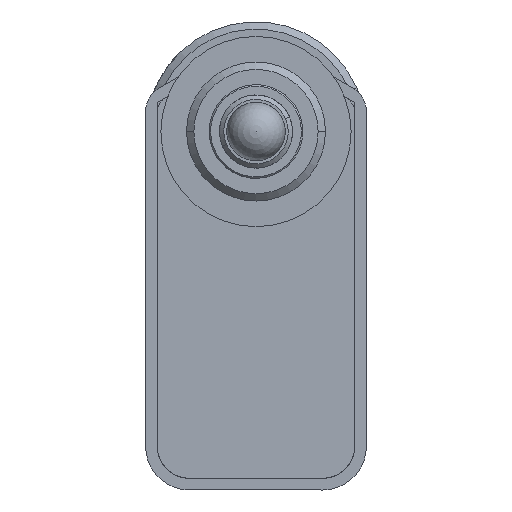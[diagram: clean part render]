
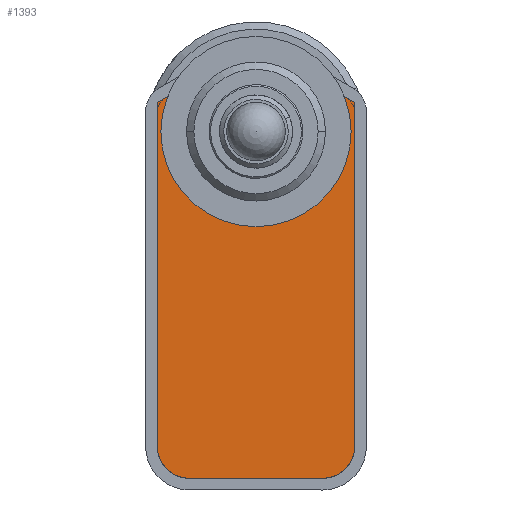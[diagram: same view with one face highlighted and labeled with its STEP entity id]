
A CAD part, front view. The second image highlights one B-rep face of the part: STEP entity #1393.
In plain terms, the highlighted planar face has unit normal (0, -1, 0).
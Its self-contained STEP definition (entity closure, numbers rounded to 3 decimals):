
#9 = CARTESIAN_POINT ( 'NONE',  ( -118.199, -35.926, -62.501 ) ) ;
#15 = CARTESIAN_POINT ( 'NONE',  ( -90.263, -35.926, -55.803 ) ) ;
#132 = EDGE_CURVE ( 'NONE', #8333, #3121, #669, .T. ) ;
#564 = VECTOR ( 'NONE', #3250, 1000. ) ;
#604 = CARTESIAN_POINT ( 'NONE',  ( -119.642, -35.926, -50.321 ) ) ;
#656 = VERTEX_POINT ( 'NONE', #3387 ) ;
#669 = LINE ( 'NONE', #7994, #564 ) ;
#687 = CARTESIAN_POINT ( 'NONE',  ( -119.797, -35.926, -50.703 ) ) ;
#718 = CARTESIAN_POINT ( 'NONE',  ( -117.995, -35.926, -49.072 ) ) ;
#778 = VECTOR ( 'NONE', #1014, 1000. ) ;
#946 = VERTEX_POINT ( 'NONE', #3761 ) ;
#1014 = DIRECTION ( 'NONE',  ( 0., 0., -1. ) ) ;
#1041 = CARTESIAN_POINT ( 'NONE',  ( -119.848, -35.926, -60.353 ) ) ;
#1044 = EDGE_CURVE ( 'NONE', #656, #8333, #1571, .T. ) ;
#1089 = CARTESIAN_POINT ( 'NONE',  ( -117.648, -35.926, -49.053 ) ) ;
#1159 = CARTESIAN_POINT ( 'NONE',  ( -118.493, -35.926, -62.384 ) ) ;
#1282 = CARTESIAN_POINT ( 'NONE',  ( -119.848, -35.926, -50.973 ) ) ;
#1304 = CARTESIAN_POINT ( 'NONE',  ( -117.648, -35.926, -49.053 ) ) ;
#1327 = CARTESIAN_POINT ( 'NONE',  ( -119.582, -35.926, -61.445 ) ) ;
#1360 = CARTESIAN_POINT ( 'NONE',  ( -117.648, -35.926, -62.553 ) ) ;
#1393 = ADVANCED_FACE ( 'NONE', ( #6876 ), #4810, .T. ) ;
#1571 = LINE ( 'NONE', #5266, #4902 ) ;
#1632 = CARTESIAN_POINT ( 'NONE',  ( -119.848, -35.926, -51.253 ) ) ;
#1653 = CARTESIAN_POINT ( 'NONE',  ( -119.848, -35.926, -51.253 ) ) ;
#1694 = CARTESIAN_POINT ( 'NONE',  ( -94.16, -35.926, -49.053 ) ) ;
#1757 = VERTEX_POINT ( 'NONE', #1041 ) ;
#1786 = CARTESIAN_POINT ( 'NONE',  ( -119.773, -35.926, -60.933 ) ) ;
#1907 = DIRECTION ( 'NONE',  ( -0.5, 0., 0.866 ) ) ;
#1933 = CARTESIAN_POINT ( 'NONE',  ( -118.74, -35.926, -49.319 ) ) ;
#1954 = CARTESIAN_POINT ( 'NONE',  ( -119.719, -35.926, -61.098 ) ) ;
#1992 = CARTESIAN_POINT ( 'NONE',  ( -119.687, -35.926, -50.427 ) ) ;
#2067 = B_SPLINE_CURVE_WITH_KNOTS ( 'NONE', 3,
 ( #1304, #5271, #718, #6578, #2564, #3970, #3274, #7366, #1933, #3341, #8020, #4603, #4649, #604, #7315, #6611, #1992, #687, #1282, #2595 ),
 .UNSPECIFIED., .F., .F.,
 ( 4, 1, 1, 1, 2, 2, 2, 1, 1, 1, 2, 2, 4 ),
 ( 0., 0.125, 0.188, 0.219, 0.234, 0.25, 0.5, 0.625, 0.688, 0.719, 0.734, 0.75, 1. ),
 .UNSPECIFIED. ) ;
#2138 = DIRECTION ( 'NONE',  ( 0., -1., 0. ) ) ;
#2152 = VERTEX_POINT ( 'NONE', #1694 ) ;
#2154 = VECTOR ( 'NONE', #2545, 1000. ) ;
#2470 = CARTESIAN_POINT ( 'NONE',  ( -119.848, -35.926, -60.353 ) ) ;
#2534 = LINE ( 'NONE', #1653, #778 ) ;
#2545 = DIRECTION ( 'NONE',  ( -1., 0., 0. ) ) ;
#2552 = ORIENTED_EDGE ( 'NONE', *, *, #7673, .T. ) ;
#2564 = CARTESIAN_POINT ( 'NONE',  ( -118.344, -35.926, -49.165 ) ) ;
#2595 = CARTESIAN_POINT ( 'NONE',  ( -119.848, -35.926, -51.253 ) ) ;
#2625 = ORIENTED_EDGE ( 'NONE', *, *, #6091, .T. ) ;
#2667 = CARTESIAN_POINT ( 'NONE',  ( -118.923, -35.926, -62.158 ) ) ;
#3121 = VERTEX_POINT ( 'NONE', #8599 ) ;
#3250 = DIRECTION ( 'NONE',  ( 0.5, 0., 0.866 ) ) ;
#3274 = CARTESIAN_POINT ( 'NONE',  ( -118.426, -35.926, -49.195 ) ) ;
#3341 = CARTESIAN_POINT ( 'NONE',  ( -118.989, -35.926, -49.483 ) ) ;
#3387 = CARTESIAN_POINT ( 'NONE',  ( -117.648, -35.926, -62.553 ) ) ;
#3618 = ORIENTED_EDGE ( 'NONE', *, *, #8456, .T. ) ;
#3689 = CARTESIAN_POINT ( 'NONE',  ( -94.16, -35.926, -62.553 ) ) ;
#3761 = CARTESIAN_POINT ( 'NONE',  ( -117.648, -35.926, -49.053 ) ) ;
#3842 = DIRECTION ( 'NONE',  ( 1., 0., 0. ) ) ;
#3970 = CARTESIAN_POINT ( 'NONE',  ( -118.393, -35.926, -49.183 ) ) ;
#4023 = CARTESIAN_POINT ( 'NONE',  ( -119.736, -35.926, -61.048 ) ) ;
#4045 = CARTESIAN_POINT ( 'NONE',  ( -118.528, -35.926, -62.369 ) ) ;
#4049 = VERTEX_POINT ( 'NONE', #1632 ) ;
#4094 = ORIENTED_EDGE ( 'NONE', *, *, #1044, .T. ) ;
#4171 = LINE ( 'NONE', #1089, #2154 ) ;
#4483 = CARTESIAN_POINT ( 'NONE',  ( -119.418, -35.926, -61.694 ) ) ;
#4548 = EDGE_CURVE ( 'NONE', #4049, #1757, #2534, .T. ) ;
#4603 = CARTESIAN_POINT ( 'NONE',  ( -119.453, -35.926, -49.978 ) ) ;
#4649 = CARTESIAN_POINT ( 'NONE',  ( -119.585, -35.926, -50.203 ) ) ;
#4810 = PLANE ( 'NONE',  #8159 ) ;
#4837 = DIRECTION ( 'NONE',  ( 1., 0., 0. ) ) ;
#4902 = VECTOR ( 'NONE', #3842, 1000. ) ;
#4972 = EDGE_LOOP ( 'NONE', ( #6752, #2625, #4094, #6090, #7119, #3618, #2552 ) ) ;
#5146 = CARTESIAN_POINT ( 'NONE',  ( -118.58, -35.926, -62.347 ) ) ;
#5266 = CARTESIAN_POINT ( 'NONE',  ( -117.648, -35.926, -62.553 ) ) ;
#5271 = CARTESIAN_POINT ( 'NONE',  ( -117.788, -35.926, -49.053 ) ) ;
#5354 = CARTESIAN_POINT ( 'NONE',  ( -119.848, -35.926, -60.493 ) ) ;
#5734 = VECTOR ( 'NONE', #1907, 1000. ) ;
#5769 = CARTESIAN_POINT ( 'NONE',  ( -119.829, -35.926, -60.699 ) ) ;
#5797 = CARTESIAN_POINT ( 'NONE',  ( -118.474, -35.926, -62.392 ) ) ;
#5979 = CARTESIAN_POINT ( 'NONE',  ( -119.097, -35.926, -62.016 ) ) ;
#6090 = ORIENTED_EDGE ( 'NONE', *, *, #132, .T. ) ;
#6091 = EDGE_CURVE ( 'NONE', #1757, #656, #8033, .T. ) ;
#6142 = CARTESIAN_POINT ( 'NONE',  ( -117.648, -35.926, -51.253 ) ) ;
#6450 = CARTESIAN_POINT ( 'NONE',  ( -118.698, -35.926, -62.289 ) ) ;
#6578 = CARTESIAN_POINT ( 'NONE',  ( -118.229, -35.926, -49.129 ) ) ;
#6611 = CARTESIAN_POINT ( 'NONE',  ( -119.68, -35.926, -50.408 ) ) ;
#6625 = CARTESIAN_POINT ( 'NONE',  ( -117.929, -35.926, -62.553 ) ) ;
#6694 = CARTESIAN_POINT ( 'NONE',  ( -119.701, -35.926, -61.145 ) ) ;
#6752 = ORIENTED_EDGE ( 'NONE', *, *, #4548, .T. ) ;
#6876 = FACE_OUTER_BOUND ( 'NONE', #4972, .T. ) ;
#7119 = ORIENTED_EDGE ( 'NONE', *, *, #7663, .T. ) ;
#7315 = CARTESIAN_POINT ( 'NONE',  ( -119.665, -35.926, -50.373 ) ) ;
#7366 = CARTESIAN_POINT ( 'NONE',  ( -118.441, -35.926, -49.2 ) ) ;
#7663 = EDGE_CURVE ( 'NONE', #3121, #2152, #7735, .T. ) ;
#7673 = EDGE_CURVE ( 'NONE', #946, #4049, #2067, .T. ) ;
#7735 = LINE ( 'NONE', #15, #5734 ) ;
#7994 = CARTESIAN_POINT ( 'NONE',  ( -94.16, -35.926, -62.553 ) ) ;
#8020 = CARTESIAN_POINT ( 'NONE',  ( -119.311, -35.926, -49.805 ) ) ;
#8033 = B_SPLINE_CURVE_WITH_KNOTS ( 'NONE', 3,
 ( #2470, #5354, #5769, #1786, #4023, #1954, #8474, #6694, #1327, #4483, #5979, #2667, #6450, #5146, #4045, #1159, #5797, #9, #6625, #1360 ),
 .UNSPECIFIED., .F., .F.,
 ( 4, 1, 1, 1, 2, 2, 2, 1, 1, 1, 2, 2, 4 ),
 ( 0., 0.125, 0.187, 0.219, 0.234, 0.25, 0.5, 0.625, 0.688, 0.719, 0.734, 0.75, 1. ),
 .UNSPECIFIED. ) ;
#8159 = AXIS2_PLACEMENT_3D ( 'NONE', #6142, #2138, #4837 ) ;
#8333 = VERTEX_POINT ( 'NONE', #3689 ) ;
#8456 = EDGE_CURVE ( 'NONE', #2152, #946, #4171, .T. ) ;
#8474 = CARTESIAN_POINT ( 'NONE',  ( -119.707, -35.926, -61.13 ) ) ;
#8599 = CARTESIAN_POINT ( 'NONE',  ( -90.263, -35.926, -55.803 ) ) ;
